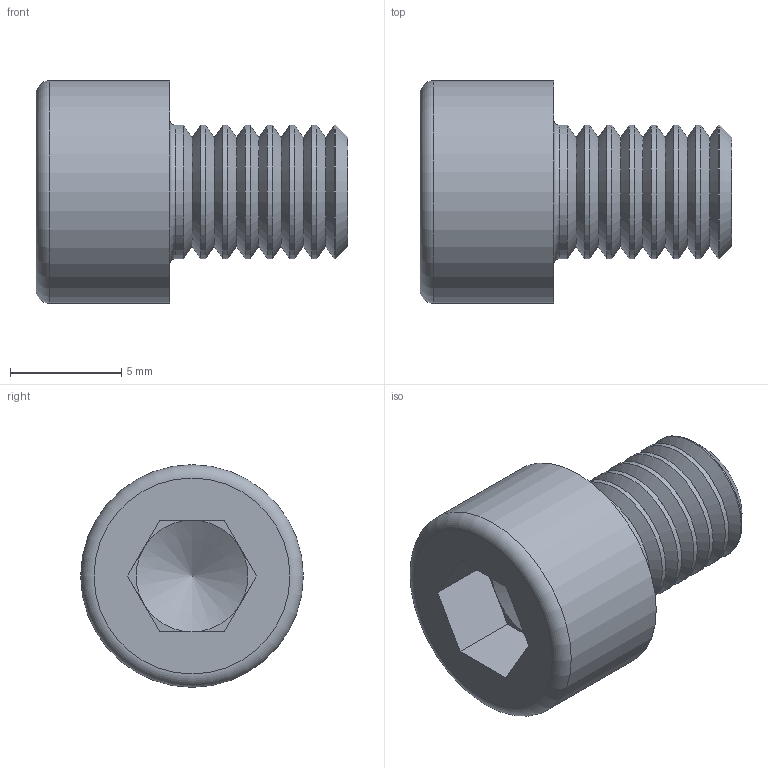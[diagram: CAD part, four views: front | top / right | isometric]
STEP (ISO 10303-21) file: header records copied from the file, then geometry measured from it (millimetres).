
FILE_DESCRIPTION (( 'STEP AP203' ), '1' );
FILE_NAME ('Âèíò ñ âíóòðåííèì øåñòèãðàííèêîì DIN912 M6õ8 (ïîëíàÿ ðåçüáà).STEP', '2024-03-19T07:08:21', ( '' ), ( '' ), 'SwSTEP 2.0', 'SolidWorks 2021', '' );
FILE_SCHEMA (( 'CONFIG_CONTROL_DESIGN' ));
Length unit declared in the file: millimetre
Products named in the file (1): Âèíò ñ âíóòðåííèì øåñòèãðàííèêîì DIN912 M6õ8 (ïîëíàÿ ðåçüáà)
Bounding box: 14 x 10 x 10 mm (x, y, z)
Volume: 590.9 mm3; surface area: 594.5 mm2
Topology: 1 solids, 1 shells, 42 faces, 88 edges, 49 vertices
Faces by surface type: cone 16, plane 15, cylinder 9, torus 2
Full cylindrical faces by diameter (mm): 6 x8, 10 x1
Entity records: 1009 total; most frequent: DIRECTION 178, CARTESIAN_POINT 147, ORIENTED_EDGE 116, AXIS2_PLACEMENT_3D 77, EDGE_LOOP 70, EDGE_CURVE 58, FACE_OUTER_BOUND 53, VERTEX_POINT 46
